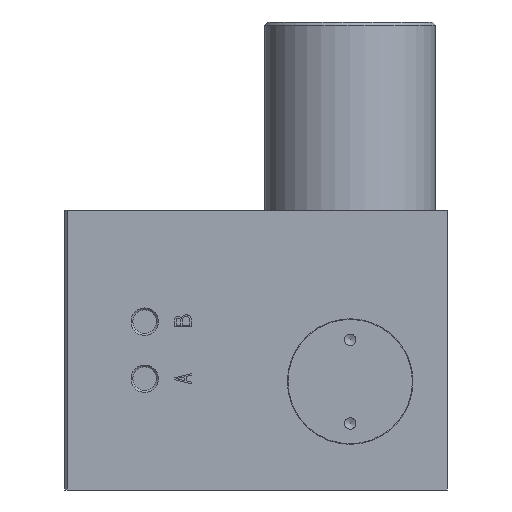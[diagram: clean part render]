
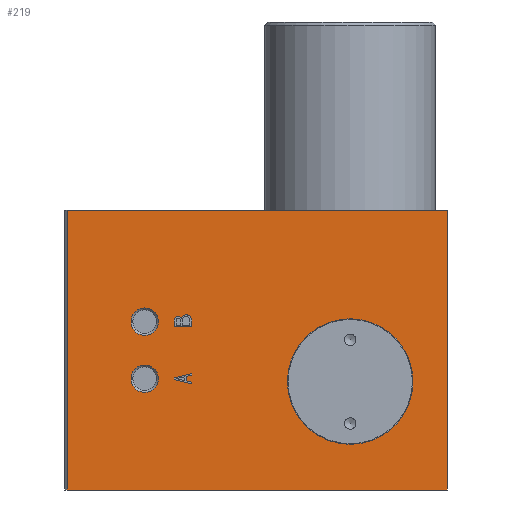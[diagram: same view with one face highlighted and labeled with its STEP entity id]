
A CAD part, left-side view. The second image highlights one B-rep face of the part: STEP entity #219.
In plain terms, the highlighted face is planar.
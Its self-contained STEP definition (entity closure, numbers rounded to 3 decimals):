
#219 = ADVANCED_FACE( '', ( #539, #540, #541, #542, #543, #544 ), #545, .F. );
#539 = FACE_BOUND( '', #1004, .T. );
#540 = FACE_OUTER_BOUND( '', #1005, .T. );
#541 = FACE_BOUND( '', #1006, .T. );
#542 = FACE_BOUND( '', #1007, .T. );
#543 = FACE_BOUND( '', #1008, .T. );
#544 = FACE_BOUND( '', #1009, .T. );
#545 = PLANE( '', #1010 );
#1004 = EDGE_LOOP( '', ( #1535, #1536, #1537, #1538, #1539, #1540, #1541, #1542 ) );
#1005 = EDGE_LOOP( '', ( #1543, #1544, #1545, #1546 ) );
#1006 = EDGE_LOOP( '', ( #1547 ) );
#1007 = EDGE_LOOP( '', ( #1548 ) );
#1008 = EDGE_LOOP( '', ( #1549 ) );
#1009 = EDGE_LOOP( '', ( #1550, #1551, #1552, #1553, #1554 ) );
#1010 = AXIS2_PLACEMENT_3D( '', #1555, #1556, #1557 );
#1535 = ORIENTED_EDGE( '', *, *, #2507, .T. );
#1536 = ORIENTED_EDGE( '', *, *, #2508, .T. );
#1537 = ORIENTED_EDGE( '', *, *, #2466, .T. );
#1538 = ORIENTED_EDGE( '', *, *, #2509, .T. );
#1539 = ORIENTED_EDGE( '', *, *, #2510, .T. );
#1540 = ORIENTED_EDGE( '', *, *, #2511, .T. );
#1541 = ORIENTED_EDGE( '', *, *, #2512, .T. );
#1542 = ORIENTED_EDGE( '', *, *, #2513, .T. );
#1543 = ORIENTED_EDGE( '', *, *, #2514, .T. );
#1544 = ORIENTED_EDGE( '', *, *, #2515, .F. );
#1545 = ORIENTED_EDGE( '', *, *, #2516, .F. );
#1546 = ORIENTED_EDGE( '', *, *, #2517, .T. );
#1547 = ORIENTED_EDGE( '', *, *, #2518, .F. );
#1548 = ORIENTED_EDGE( '', *, *, #2519, .F. );
#1549 = ORIENTED_EDGE( '', *, *, #2520, .T. );
#1550 = ORIENTED_EDGE( '', *, *, #2521, .T. );
#1551 = ORIENTED_EDGE( '', *, *, #2522, .T. );
#1552 = ORIENTED_EDGE( '', *, *, #2523, .T. );
#1553 = ORIENTED_EDGE( '', *, *, #2524, .T. );
#1554 = ORIENTED_EDGE( '', *, *, #2525, .T. );
#1555 = CARTESIAN_POINT( '', ( 24.5, 0., -71. ) );
#1556 = DIRECTION( '', ( 0., 0., 1. ) );
#1557 = DIRECTION( '', ( 1., 0., 0. ) );
#2466 = EDGE_CURVE( '', #2889, #2890, #2891, .T. );
#2507 = EDGE_CURVE( '', #2957, #2958, #2959, .T. );
#2508 = EDGE_CURVE( '', #2958, #2889, #2960, .T. );
#2509 = EDGE_CURVE( '', #2890, #2961, #2962, .T. );
#2510 = EDGE_CURVE( '', #2961, #2963, #2964, .T. );
#2511 = EDGE_CURVE( '', #2963, #2965, #2966, .T. );
#2512 = EDGE_CURVE( '', #2965, #2967, #2968, .T. );
#2513 = EDGE_CURVE( '', #2967, #2957, #2969, .T. );
#2514 = EDGE_CURVE( '', #2970, #2971, #2972, .T. );
#2515 = EDGE_CURVE( '', #2973, #2971, #2974, .T. );
#2516 = EDGE_CURVE( '', #2975, #2973, #2976, .T. );
#2517 = EDGE_CURVE( '', #2975, #2970, #2977, .T. );
#2518 = EDGE_CURVE( '', #2978, #2978, #2979, .F. );
#2519 = EDGE_CURVE( '', #2980, #2980, #2981, .F. );
#2520 = EDGE_CURVE( '', #2982, #2982, #2983, .T. );
#2521 = EDGE_CURVE( '', #2984, #2985, #2986, .T. );
#2522 = EDGE_CURVE( '', #2985, #2987, #2988, .T. );
#2523 = EDGE_CURVE( '', #2987, #2989, #2990, .T. );
#2524 = EDGE_CURVE( '', #2989, #2991, #2992, .T. );
#2525 = EDGE_CURVE( '', #2991, #2984, #2993, .T. );
#2889 = VERTEX_POINT( '', #3485 );
#2890 = VERTEX_POINT( '', #3486 );
#2891 = LINE( '', #3487, #3488 );
#2957 = VERTEX_POINT( '', #3600 );
#2958 = VERTEX_POINT( '', #3601 );
#2959 = LINE( '', #3602, #3603 );
#2960 = LINE( '', #3604, #3605 );
#2961 = VERTEX_POINT( '', #3606 );
#2962 = LINE( '', #3607, #3608 );
#2963 = VERTEX_POINT( '', #3609 );
#2964 = LINE( '', #3610, #3611 );
#2965 = VERTEX_POINT( '', #3612 );
#2966 = LINE( '', #3613, #3614 );
#2967 = VERTEX_POINT( '', #3615 );
#2968 = LINE( '', #3616, #3617 );
#2969 = LINE( '', #3618, #3619 );
#2970 = VERTEX_POINT( '', #3620 );
#2971 = VERTEX_POINT( '', #3621 );
#2972 = LINE( '', #3622, #3623 );
#2973 = VERTEX_POINT( '', #3624 );
#2974 = LINE( '', #3625, #3626 );
#2975 = VERTEX_POINT( '', #3627 );
#2976 = LINE( '', #3628, #3629 );
#2977 = LINE( '', #3630, #3631 );
#2978 = VERTEX_POINT( '', #3632 );
#2979 = CIRCLE( '', #3633, 2.4 );
#2980 = VERTEX_POINT( '', #3634 );
#2981 = CIRCLE( '', #3635, 2.4 );
#2982 = VERTEX_POINT( '', #3636 );
#2983 = CIRCLE( '', #3637, 11. );
#2984 = VERTEX_POINT( '', #3638 );
#2985 = VERTEX_POINT( '', #3639 );
#2986 = CIRCLE( '', #3640, 0.652 );
#2987 = VERTEX_POINT( '', #3641 );
#2988 = CIRCLE( '', #3642, 0.93 );
#2989 = VERTEX_POINT( '', #3643 );
#2990 = LINE( '', #3644, #3645 );
#2991 = VERTEX_POINT( '', #3646 );
#2992 = LINE( '', #3647, #3648 );
#2993 = LINE( '', #3649, #3650 );
#3485 = CARTESIAN_POINT( '', ( 4.4, 44.8, -71. ) );
#3486 = CARTESIAN_POINT( '', ( 4.6, 45.7, -71. ) );
#3487 = CARTESIAN_POINT( '', ( 4.4, 44.8, -71. ) );
#3488 = VECTOR( '', #4269, 1000. );
#3600 = CARTESIAN_POINT( '', ( 4.85, 47.8, -71. ) );
#3601 = CARTESIAN_POINT( '', ( 4.1, 44.8, -71. ) );
#3602 = CARTESIAN_POINT( '', ( 4.85, 47.8, -71. ) );
#3603 = VECTOR( '', #4317, 1000. );
#3604 = CARTESIAN_POINT( '', ( 4.1, 44.8, -71. ) );
#3605 = VECTOR( '', #4318, 1000. );
#3606 = CARTESIAN_POINT( '', ( 5.4, 45.7, -71. ) );
#3607 = CARTESIAN_POINT( '', ( 4.6, 45.7, -71. ) );
#3608 = VECTOR( '', #4319, 1000. );
#3609 = CARTESIAN_POINT( '', ( 5.6, 44.8, -71. ) );
#3610 = CARTESIAN_POINT( '', ( 5.4, 45.7, -71. ) );
#3611 = VECTOR( '', #4320, 1000. );
#3612 = CARTESIAN_POINT( '', ( 5.9, 44.8, -71. ) );
#3613 = CARTESIAN_POINT( '', ( 5.6, 44.8, -71. ) );
#3614 = VECTOR( '', #4321, 1000. );
#3615 = CARTESIAN_POINT( '', ( 5.15, 47.8, -71. ) );
#3616 = CARTESIAN_POINT( '', ( 5.9, 44.8, -71. ) );
#3617 = VECTOR( '', #4322, 1000. );
#3618 = CARTESIAN_POINT( '', ( 5.15, 47.8, -71. ) );
#3619 = VECTOR( '', #4323, 1000. );
#3620 = CARTESIAN_POINT( '', ( -24.5, 0., -71. ) );
#3621 = CARTESIAN_POINT( '', ( -24.5, 66.6, -71. ) );
#3622 = CARTESIAN_POINT( '', ( -24.5, 0., -71. ) );
#3623 = VECTOR( '', #4324, 1000. );
#3624 = CARTESIAN_POINT( '', ( 24.5, 66.6, -71. ) );
#3625 = CARTESIAN_POINT( '', ( 24.5, 66.6, -71. ) );
#3626 = VECTOR( '', #4325, 1000. );
#3627 = CARTESIAN_POINT( '', ( 24.5, 0., -71. ) );
#3628 = CARTESIAN_POINT( '', ( 24.5, 0., -71. ) );
#3629 = VECTOR( '', #4326, 1000. );
#3630 = CARTESIAN_POINT( '', ( 24.5, 0., -71. ) );
#3631 = VECTOR( '', #4327, 1000. );
#3632 = CARTESIAN_POINT( '', ( 7.4, 53., -71. ) );
#3633 = AXIS2_PLACEMENT_3D( '', #4328, #4329, #4330 );
#3634 = CARTESIAN_POINT( '', ( -2.6, 53., -71. ) );
#3635 = AXIS2_PLACEMENT_3D( '', #4331, #4332, #4333 );
#3636 = CARTESIAN_POINT( '', ( 16.5, 17., -71. ) );
#3637 = AXIS2_PLACEMENT_3D( '', #4334, #4335, #4336 );
#3638 = CARTESIAN_POINT( '', ( -5.3, 47.8, -71. ) );
#3639 = CARTESIAN_POINT( '', ( -5.6, 46.6, -71. ) );
#3640 = AXIS2_PLACEMENT_3D( '', #4337, #4338, #4339 );
#3641 = CARTESIAN_POINT( '', ( -5.3, 44.8, -71. ) );
#3642 = AXIS2_PLACEMENT_3D( '', #4340, #4341, #4342 );
#3643 = CARTESIAN_POINT( '', ( -4.1, 44.8, -71. ) );
#3644 = CARTESIAN_POINT( '', ( -5.3, 44.8, -71. ) );
#3645 = VECTOR( '', #4343, 1000. );
#3646 = CARTESIAN_POINT( '', ( -4.1, 47.8, -71. ) );
#3647 = CARTESIAN_POINT( '', ( -4.1, 44.8, -71. ) );
#3648 = VECTOR( '', #4344, 1000. );
#3649 = CARTESIAN_POINT( '', ( -4.1, 47.8, -71. ) );
#3650 = VECTOR( '', #4345, 1000. );
#4269 = DIRECTION( '', ( 0.217, 0.976, 0. ) );
#4317 = DIRECTION( '', ( -0.243, -0.97, 0. ) );
#4318 = DIRECTION( '', ( 1., 0., 0. ) );
#4319 = DIRECTION( '', ( 1., 0., 0. ) );
#4320 = DIRECTION( '', ( 0.217, -0.976, 0. ) );
#4321 = DIRECTION( '', ( 1., 0., 0. ) );
#4322 = DIRECTION( '', ( -0.243, 0.97, 0. ) );
#4323 = DIRECTION( '', ( -1., 0., 0. ) );
#4324 = DIRECTION( '', ( 0., 1., 0. ) );
#4325 = DIRECTION( '', ( -1., 0., 0. ) );
#4326 = DIRECTION( '', ( 0., 1., 0. ) );
#4327 = DIRECTION( '', ( -1., 0., 0. ) );
#4328 = CARTESIAN_POINT( '', ( 5., 53., -71. ) );
#4329 = DIRECTION( '', ( 0., 0., 1. ) );
#4330 = DIRECTION( '', ( 1., 0., 0. ) );
#4331 = CARTESIAN_POINT( '', ( -5., 53., -71. ) );
#4332 = DIRECTION( '', ( 0., 0., 1. ) );
#4333 = DIRECTION( '', ( 1., 0., 0. ) );
#4334 = CARTESIAN_POINT( '', ( 5.5, 17., -71. ) );
#4335 = DIRECTION( '', ( 0., 0., 1. ) );
#4336 = DIRECTION( '', ( 1., 0., 0. ) );
#4337 = CARTESIAN_POINT( '', ( -5.25, 47.15, -71. ) );
#4338 = DIRECTION( '', ( 0., 0., 1. ) );
#4339 = DIRECTION( '', ( 1., 0., 0. ) );
#4340 = CARTESIAN_POINT( '', ( -5.27, 45.73, -71. ) );
#4341 = DIRECTION( '', ( 0., 0., 1. ) );
#4342 = DIRECTION( '', ( 1., 0., 0. ) );
#4343 = DIRECTION( '', ( 1., 0., 0. ) );
#4344 = DIRECTION( '', ( 0., 1., 0. ) );
#4345 = DIRECTION( '', ( -1., 0., 0. ) );
